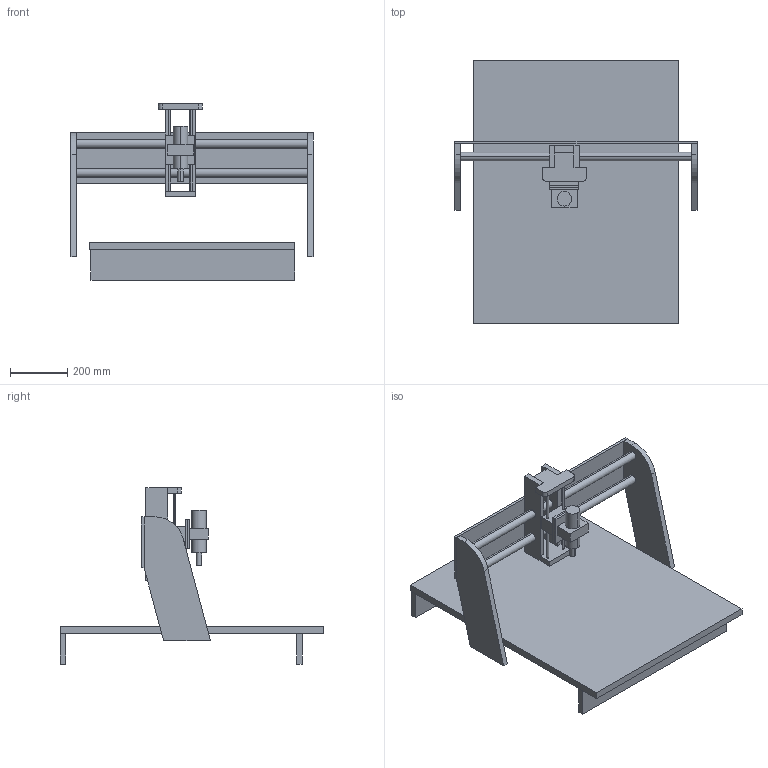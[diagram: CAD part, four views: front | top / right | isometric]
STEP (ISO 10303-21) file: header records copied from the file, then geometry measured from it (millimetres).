
FILE_DESCRIPTION (( 'STEP AP203' ), '1' );
FILE_NAME ('shark.STEP', '2018-10-12T22:22:08', ( '' ), ( '' ), 'SwSTEP 2.0', 'SolidWorks 2016', '' );
FILE_SCHEMA (( 'CONFIG_CONTROL_DESIGN' ));
Length unit declared in the file: inch
Products named in the file (14): zPlate; shark_baseSupport; shark_columnSupport; spindle; zColumnHolder; spindle_plate; zBottom; shark; zSide; shark_base; cylYaxis; zColumnCyl; shark_columnSupportHor; zTop
Assembly tree (18 placements, depth 2):
  shark
    shark_base
    shark_baseSupport  x2
    shark_columnSupport  x2
    shark_columnSupportHor
    cylYaxis  x2
    zSide  x2
    zBottom
    zTop
    zColumnCyl  x2
    zColumnHolder
    zPlate
    spindle_plate
    spindle
Bounding box: 844.55 x 920.75 x 615.95 mm (x, y, z)
Volume: 26975480.9 mm3; surface area: 2885502.3 mm2
Topology: 18 solids, 18 shells, 138 faces, 300 edges, 200 vertices
Faces by surface type: plane 104, cylinder 34
Entity records: 4628 total; most frequent: DIRECTION 538, CARTESIAN_POINT 517, ORIENTED_EDGE 468, EDGE_CURVE 234, LINE 184, VECTOR 184, AXIS2_PLACEMENT_3D 177, VERTEX_POINT 156
